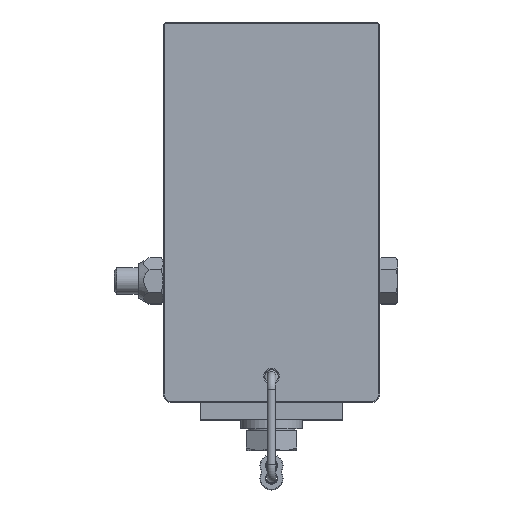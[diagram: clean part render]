
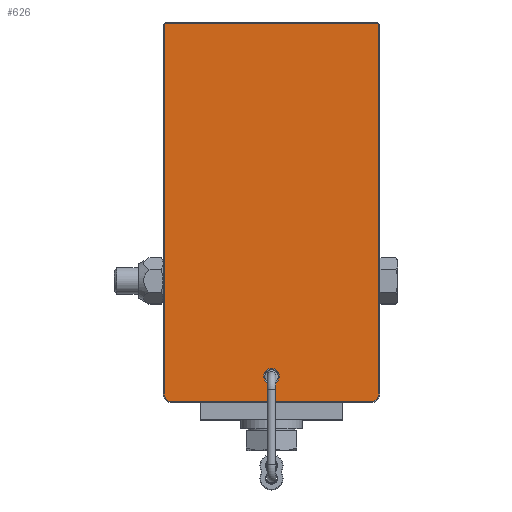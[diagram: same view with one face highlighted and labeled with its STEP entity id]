
A CAD part, top view. The second image highlights one B-rep face of the part: STEP entity #626.
In plain terms, the highlighted face is planar.
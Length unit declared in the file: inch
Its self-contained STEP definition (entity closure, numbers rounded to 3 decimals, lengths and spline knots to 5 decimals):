
#495=CARTESIAN_POINT('',(0.0,0.375,-1.42188));
#496=VERTEX_POINT('',#495);
#497=CARTESIAN_POINT('',(0.0,0.375,-1.53125));
#498=DIRECTION('',(-1.0,0.0,0.0));
#499=DIRECTION('',(0.0,0.0,-1.0));
#500=AXIS2_PLACEMENT_3D('',#497,#498,#499);
#501=CIRCLE('',#500,0.10938);
#502=EDGE_CURVE('',#496,#496,#501,.T.);
#548=CARTESIAN_POINT('',(0.0,2.69626,-1.53125));
#549=DIRECTION('',(1.0,0.0,0.0));
#550=DIRECTION('',(0.0,0.0,-1.0));
#551=AXIS2_PLACEMENT_3D('',#548,#549,#550);
#552=PLANE('',#551);
#553=CARTESIAN_POINT('',(0.0,5.3125,-3.04687));
#554=VERTEX_POINT('',#553);
#555=CARTESIAN_POINT('',(0.0,5.35938,-3.));
#556=VERTEX_POINT('',#555);
#557=CARTESIAN_POINT('',(0.0,5.3125,-3.));
#558=DIRECTION('',(1.0,0.0,0.0));
#559=DIRECTION('',(0.0,0.707,-0.707));
#560=AXIS2_PLACEMENT_3D('',#557,#558,#559);
#561=CIRCLE('',#560,0.04688);
#562=EDGE_CURVE('',#554,#556,#561,.T.);
#563=ORIENTED_EDGE('',*,*,#562,.F.);
#564=CARTESIAN_POINT('',(0.0,0.125,-3.04688));
#565=VERTEX_POINT('',#564);
#566=CARTESIAN_POINT('',(0.0,0.125,-3.04688));
#567=DIRECTION('',(0.0,1.0,0.0));
#568=VECTOR('',#567,5.1875);
#569=LINE('',#566,#568);
#570=EDGE_CURVE('',#565,#554,#569,.T.);
#571=ORIENTED_EDGE('',*,*,#570,.F.);
#572=CARTESIAN_POINT('',(0.0,0.01563,-2.9375));
#573=VERTEX_POINT('',#572);
#574=CARTESIAN_POINT('',(0.0,0.125,-2.9375));
#575=DIRECTION('',(1.0,0.0,0.0));
#576=DIRECTION('',(0.0,-0.707,-0.707));
#577=AXIS2_PLACEMENT_3D('',#574,#575,#576);
#578=CIRCLE('',#577,0.10938);
#579=EDGE_CURVE('',#573,#565,#578,.T.);
#580=ORIENTED_EDGE('',*,*,#579,.F.);
#581=CARTESIAN_POINT('',(0.0,0.01563,-0.125));
#582=VERTEX_POINT('',#581);
#583=CARTESIAN_POINT('',(0.0,0.01563,-0.125));
#584=DIRECTION('',(0.0,0.0,-1.0));
#585=VECTOR('',#584,2.8125);
#586=LINE('',#583,#585);
#587=EDGE_CURVE('',#582,#573,#586,.T.);
#588=ORIENTED_EDGE('',*,*,#587,.F.);
#589=CARTESIAN_POINT('',(0.0,0.125,-0.01563));
#590=VERTEX_POINT('',#589);
#591=CARTESIAN_POINT('',(0.0,0.125,-0.125));
#592=DIRECTION('',(1.,0.0,0.0));
#593=DIRECTION('',(0.0,-0.707,0.707));
#594=AXIS2_PLACEMENT_3D('',#591,#592,#593);
#595=CIRCLE('',#594,0.10938);
#596=EDGE_CURVE('',#590,#582,#595,.T.);
#597=ORIENTED_EDGE('',*,*,#596,.F.);
#598=CARTESIAN_POINT('',(0.0,5.3125,-0.01562));
#599=VERTEX_POINT('',#598);
#600=CARTESIAN_POINT('',(0.0,5.3125,-0.01563));
#601=DIRECTION('',(0.0,-1.0,0.0));
#602=VECTOR('',#601,5.1875);
#603=LINE('',#600,#602);
#604=EDGE_CURVE('',#599,#590,#603,.T.);
#605=ORIENTED_EDGE('',*,*,#604,.F.);
#606=CARTESIAN_POINT('',(0.0,5.35938,-0.0625));
#607=VERTEX_POINT('',#606);
#608=CARTESIAN_POINT('',(0.0,5.3125,-0.0625));
#609=DIRECTION('',(1.0,0.0,0.0));
#610=DIRECTION('',(0.0,0.707,0.707));
#611=AXIS2_PLACEMENT_3D('',#608,#609,#610);
#612=CIRCLE('',#611,0.04688);
#613=EDGE_CURVE('',#607,#599,#612,.T.);
#614=ORIENTED_EDGE('',*,*,#613,.F.);
#615=CARTESIAN_POINT('',(0.0,5.35938,-3.));
#616=DIRECTION('',(0.0,0.0,1.0));
#617=VECTOR('',#616,2.9375);
#618=LINE('',#615,#617);
#619=EDGE_CURVE('',#556,#607,#618,.T.);
#620=ORIENTED_EDGE('',*,*,#619,.F.);
#621=EDGE_LOOP('',(#563,#571,#580,#588,#597,#605,#614,#620));
#622=FACE_OUTER_BOUND('',#621,.T.);
#623=ORIENTED_EDGE('',*,*,#502,.F.);
#624=EDGE_LOOP('',(#623));
#625=FACE_BOUND('',#624,.T.);
#626=ADVANCED_FACE('',(#622,#625),#552,.F.);
